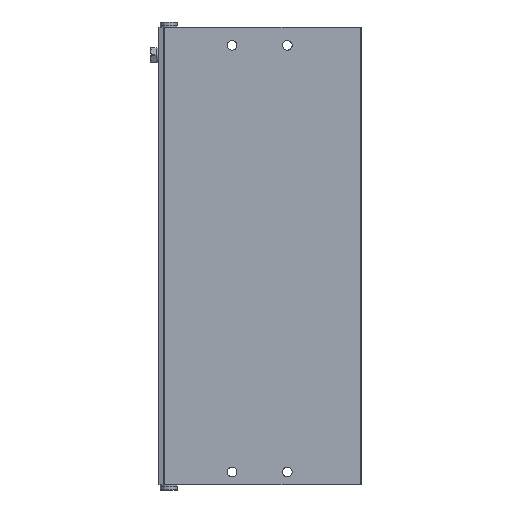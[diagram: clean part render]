
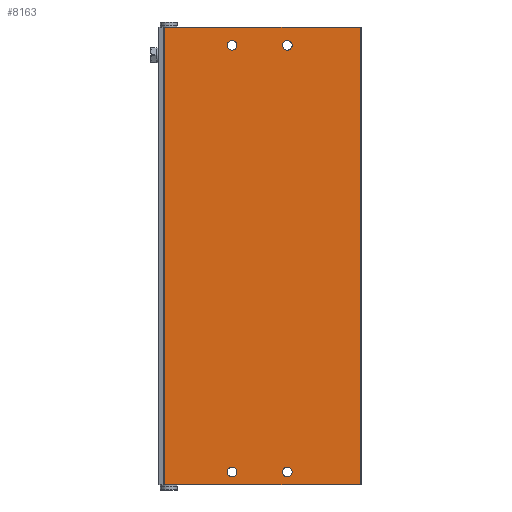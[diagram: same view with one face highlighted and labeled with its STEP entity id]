
A CAD part, front view. The second image highlights one B-rep face of the part: STEP entity #8163.
In plain terms, the highlighted planar face has unit normal (0, -1, 0).
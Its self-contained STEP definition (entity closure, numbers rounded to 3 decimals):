
#73=PLANE('',#9189);
#483=LINE('',#13708,#997);
#484=LINE('',#13720,#998);
#485=LINE('',#13722,#999);
#486=LINE('',#13724,#1000);
#997=VECTOR('',#10278,1000.);
#998=VECTOR('',#10291,1000.);
#999=VECTOR('',#10292,1000.);
#1000=VECTOR('',#10293,1000.);
#1715=ORIENTED_EDGE('',*,*,#3806,.T.);
#1716=ORIENTED_EDGE('',*,*,#3807,.T.);
#1717=ORIENTED_EDGE('',*,*,#3808,.T.);
#1718=ORIENTED_EDGE('',*,*,#3809,.T.);
#1719=ORIENTED_EDGE('',*,*,#3810,.T.);
#1720=ORIENTED_EDGE('',*,*,#3811,.F.);
#1721=ORIENTED_EDGE('',*,*,#3812,.F.);
#1722=ORIENTED_EDGE('',*,*,#3804,.T.);
#3804=EDGE_CURVE('',#4849,#4848,#483,.T.);
#3806=EDGE_CURVE('',#4850,#4850,#5561,.T.);
#3807=EDGE_CURVE('',#4851,#4851,#5562,.T.);
#3808=EDGE_CURVE('',#4852,#4852,#5563,.T.);
#3809=EDGE_CURVE('',#4853,#4853,#5564,.T.);
#3810=EDGE_CURVE('',#4848,#4854,#484,.T.);
#3811=EDGE_CURVE('',#4855,#4854,#485,.T.);
#3812=EDGE_CURVE('',#4849,#4855,#486,.T.);
#4848=VERTEX_POINT('',#13707);
#4849=VERTEX_POINT('',#13709);
#4850=VERTEX_POINT('',#13713);
#4851=VERTEX_POINT('',#13715);
#4852=VERTEX_POINT('',#13717);
#4853=VERTEX_POINT('',#13719);
#4854=VERTEX_POINT('',#13721);
#4855=VERTEX_POINT('',#13723);
#5561=CIRCLE('',#9190,2.25);
#5562=CIRCLE('',#9191,2.25);
#5563=CIRCLE('',#9192,2.25);
#5564=CIRCLE('',#9193,2.25);
#6049=EDGE_LOOP('',(#1715));
#6050=EDGE_LOOP('',(#1716));
#6051=EDGE_LOOP('',(#1717));
#6052=EDGE_LOOP('',(#1718));
#6053=EDGE_LOOP('',(#1719,#1720,#1721,#1722));
#7043=FACE_BOUND('',#6049,.T.);
#7044=FACE_BOUND('',#6050,.T.);
#7045=FACE_BOUND('',#6051,.T.);
#7046=FACE_BOUND('',#6052,.T.);
#7047=FACE_BOUND('',#6053,.T.);
#8163=ADVANCED_FACE('',(#7043,#7044,#7045,#7046,#7047),#73,.F.);
#9189=AXIS2_PLACEMENT_3D('',#13711,#10281,#10282);
#9190=AXIS2_PLACEMENT_3D('',#13712,#10283,#10284);
#9191=AXIS2_PLACEMENT_3D('',#13714,#10285,#10286);
#9192=AXIS2_PLACEMENT_3D('',#13716,#10287,#10288);
#9193=AXIS2_PLACEMENT_3D('',#13718,#10289,#10290);
#10278=DIRECTION('',(0.,0.,-1.));
#10281=DIRECTION('',(0.,1.,0.));
#10282=DIRECTION('',(0.,0.,1.));
#10283=DIRECTION('',(0.,1.,0.));
#10284=DIRECTION('',(0.,0.,1.));
#10285=DIRECTION('',(0.,1.,0.));
#10286=DIRECTION('',(0.,0.,1.));
#10287=DIRECTION('',(0.,1.,0.));
#10288=DIRECTION('',(0.,0.,1.));
#10289=DIRECTION('',(0.,1.,0.));
#10290=DIRECTION('',(0.,0.,1.));
#10291=DIRECTION('',(1.,0.,0.));
#10292=DIRECTION('',(0.,0.,-1.));
#10293=DIRECTION('',(1.,0.,0.));
#13707=CARTESIAN_POINT('',(-47.3,0.,0.));
#13708=CARTESIAN_POINT('',(-47.3,0.,215.5));
#13709=CARTESIAN_POINT('',(-47.3,0.,215.5));
#13711=CARTESIAN_POINT('',(-47.3,0.,215.5));
#13712=CARTESIAN_POINT('',(-13.,0.,8.5));
#13713=CARTESIAN_POINT('',(-13.,0.,10.75));
#13714=CARTESIAN_POINT('',(13.,0.,209.5));
#13715=CARTESIAN_POINT('',(13.,0.,211.75));
#13716=CARTESIAN_POINT('',(-13.,0.,209.5));
#13717=CARTESIAN_POINT('',(-13.,0.,211.75));
#13718=CARTESIAN_POINT('',(13.,0.,8.5));
#13719=CARTESIAN_POINT('',(13.,0.,10.75));
#13720=CARTESIAN_POINT('',(-47.3,0.,0.));
#13721=CARTESIAN_POINT('',(44.7,0.,0.));
#13722=CARTESIAN_POINT('',(44.7,0.,215.5));
#13723=CARTESIAN_POINT('',(44.7,0.,215.5));
#13724=CARTESIAN_POINT('',(-47.3,0.,215.5));
